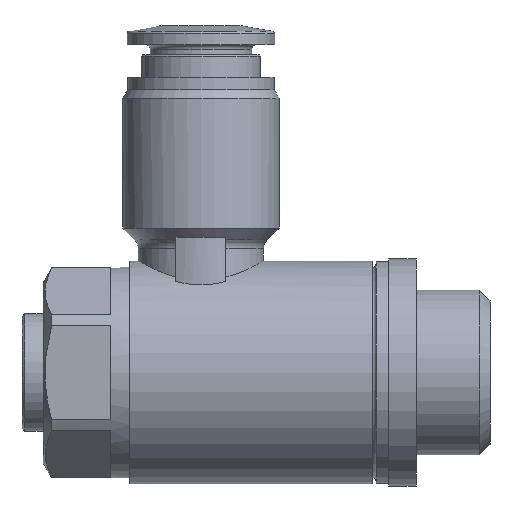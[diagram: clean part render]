
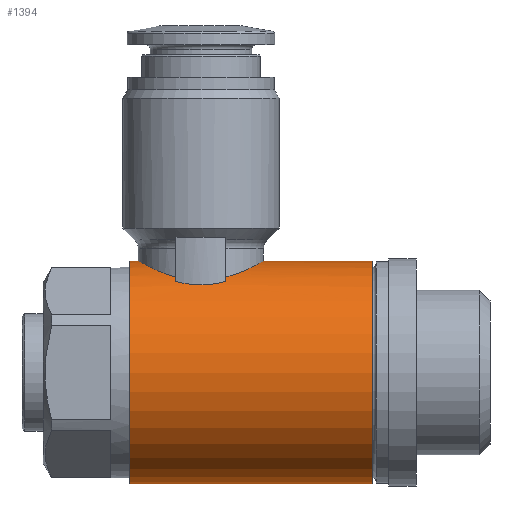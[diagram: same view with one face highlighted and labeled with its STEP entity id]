
A CAD part, left-side view. The second image highlights one B-rep face of the part: STEP entity #1394.
In plain terms, the highlighted cylindrical face has radius 8.9 mm (diameter 17.8 mm), a full revolution.
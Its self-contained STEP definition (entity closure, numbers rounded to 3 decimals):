
#131=CIRCLE('',#1470,8.9);
#132=CIRCLE('',#1471,8.9);
#133=CIRCLE('',#1472,8.9);
#134=CIRCLE('',#1473,8.9);
#135=CIRCLE('',#1474,8.9);
#136=CIRCLE('',#1475,8.9);
#197=ORIENTED_EDGE('',*,*,#433,.F.);
#198=ORIENTED_EDGE('',*,*,#434,.T.);
#199=ORIENTED_EDGE('',*,*,#435,.F.);
#200=ORIENTED_EDGE('',*,*,#436,.F.);
#201=ORIENTED_EDGE('',*,*,#437,.F.);
#202=ORIENTED_EDGE('',*,*,#438,.F.);
#203=ORIENTED_EDGE('',*,*,#439,.F.);
#204=ORIENTED_EDGE('',*,*,#440,.F.);
#205=ORIENTED_EDGE('',*,*,#441,.F.);
#206=ORIENTED_EDGE('',*,*,#442,.F.);
#433=EDGE_CURVE('',#551,#551,#131,.T.);
#434=EDGE_CURVE('',#552,#552,#132,.T.);
#435=EDGE_CURVE('',#553,#554,#133,.T.);
#436=EDGE_CURVE('',#555,#553,#642,.T.);
#437=EDGE_CURVE('',#556,#555,#134,.T.);
#438=EDGE_CURVE('',#557,#556,#643,.T.);
#439=EDGE_CURVE('',#558,#557,#135,.T.);
#440=EDGE_CURVE('',#559,#558,#644,.T.);
#441=EDGE_CURVE('',#560,#559,#136,.T.);
#442=EDGE_CURVE('',#554,#560,#645,.T.);
#551=VERTEX_POINT('',#1927);
#552=VERTEX_POINT('',#1929);
#553=VERTEX_POINT('',#1931);
#554=VERTEX_POINT('',#1932);
#555=VERTEX_POINT('',#1942);
#556=VERTEX_POINT('',#1944);
#557=VERTEX_POINT('',#1950);
#558=VERTEX_POINT('',#1952);
#559=VERTEX_POINT('',#1962);
#560=VERTEX_POINT('',#1964);
#642=B_SPLINE_CURVE_WITH_KNOTS('',3,(#1933,#1934,#1935,#1936,#1937,#1938,
#1939,#1940,#1941),.UNSPECIFIED.,.F.,.F.,(4,1,1,1,1,1,4),(0.018,
0.021,0.022,0.024,0.025,
0.027,0.03),.UNSPECIFIED.);
#643=B_SPLINE_CURVE_WITH_KNOTS('',3,(#1945,#1946,#1947,#1948,#1949),
 .UNSPECIFIED.,.F.,.F.,(4,1,4),(0.,0.002,0.004),
 .UNSPECIFIED.);
#644=B_SPLINE_CURVE_WITH_KNOTS('',3,(#1953,#1954,#1955,#1956,#1957,#1958,
#1959,#1960,#1961),.UNSPECIFIED.,.F.,.F.,(4,1,1,1,1,1,4),(0.002,
0.005,0.007,0.008,0.009,
0.011,0.014),.UNSPECIFIED.);
#645=B_SPLINE_CURVE_WITH_KNOTS('',3,(#1965,#1966,#1967,#1968,#1969),
 .UNSPECIFIED.,.F.,.F.,(4,1,4),(0.,0.002,0.004),
 .UNSPECIFIED.);
#666=EDGE_LOOP('',(#197));
#667=EDGE_LOOP('',(#198));
#668=EDGE_LOOP('',(#199,#200,#201,#202,#203,#204,#205,#206));
#778=FACE_BOUND('',#666,.T.);
#779=FACE_BOUND('',#667,.T.);
#780=FACE_BOUND('',#668,.T.);
#889=CYLINDRICAL_SURFACE('',#1469,8.9);
#1394=ADVANCED_FACE('',(#778,#779,#780),#889,.T.);
#1469=AXIS2_PLACEMENT_3D('',#1925,#1607,#1608);
#1470=AXIS2_PLACEMENT_3D('',#1926,#1609,#1610);
#1471=AXIS2_PLACEMENT_3D('',#1928,#1611,#1612);
#1472=AXIS2_PLACEMENT_3D('',#1930,#1613,#1614);
#1473=AXIS2_PLACEMENT_3D('',#1943,#1615,#1616);
#1474=AXIS2_PLACEMENT_3D('',#1951,#1617,#1618);
#1475=AXIS2_PLACEMENT_3D('',#1963,#1619,#1620);
#1607=DIRECTION('',(0.,-1.,0.));
#1608=DIRECTION('',(0.,0.,-1.));
#1609=DIRECTION('',(0.,-1.,0.));
#1610=DIRECTION('',(0.,0.,-1.));
#1611=DIRECTION('',(0.,-1.,0.));
#1612=DIRECTION('',(0.,0.,-1.));
#1613=DIRECTION('',(0.,-1.,0.));
#1614=DIRECTION('',(0.,0.,-1.));
#1615=DIRECTION('',(0.,-1.,0.));
#1616=DIRECTION('',(0.,0.,-1.));
#1617=DIRECTION('',(0.,1.,0.));
#1618=DIRECTION('',(0.,0.,1.));
#1619=DIRECTION('',(0.,1.,0.));
#1620=DIRECTION('',(0.,0.,1.));
#1925=CARTESIAN_POINT('',(0.,-23.1,0.));
#1926=CARTESIAN_POINT('',(0.,-13.7,0.));
#1927=CARTESIAN_POINT('',(0.,-13.7,-8.9));
#1928=CARTESIAN_POINT('',(0.,5.7,0.));
#1929=CARTESIAN_POINT('',(0.,5.7,-8.9));
#1930=CARTESIAN_POINT('',(0.,2.,0.));
#1931=CARTESIAN_POINT('',(-4.583,2.,7.63));
#1932=CARTESIAN_POINT('',(-5.123,2.,7.277));
#1933=CARTESIAN_POINT('',(4.583,2.,7.63));
#1934=CARTESIAN_POINT('',(4.195,2.887,7.862));
#1935=CARTESIAN_POINT('',(3.249,4.008,8.365));
#1936=CARTESIAN_POINT('',(1.495,4.847,8.813));
#1937=CARTESIAN_POINT('',(0.008,5.075,8.943));
#1938=CARTESIAN_POINT('',(-1.483,4.851,8.815));
#1939=CARTESIAN_POINT('',(-3.253,4.008,8.364));
#1940=CARTESIAN_POINT('',(-4.199,2.878,7.86));
#1941=CARTESIAN_POINT('',(-4.583,2.,7.63));
#1942=CARTESIAN_POINT('',(4.583,2.,7.63));
#1943=CARTESIAN_POINT('',(0.,2.,0.));
#1944=CARTESIAN_POINT('',(5.123,2.,7.277));
#1945=CARTESIAN_POINT('',(5.123,-2.,7.277));
#1946=CARTESIAN_POINT('',(5.368,-1.372,7.105));
#1947=CARTESIAN_POINT('',(5.631,-0.002,6.889));
#1948=CARTESIAN_POINT('',(5.369,1.372,7.105));
#1949=CARTESIAN_POINT('',(5.123,2.,7.277));
#1950=CARTESIAN_POINT('',(5.123,-2.,7.277));
#1951=CARTESIAN_POINT('',(0.,-2.,0.));
#1952=CARTESIAN_POINT('',(4.583,-2.,7.63));
#1953=CARTESIAN_POINT('',(-4.583,-2.,7.63));
#1954=CARTESIAN_POINT('',(-4.197,-2.883,7.861));
#1955=CARTESIAN_POINT('',(-3.248,-4.009,8.365));
#1956=CARTESIAN_POINT('',(-1.492,-4.848,8.813));
#1957=CARTESIAN_POINT('',(-0.008,-5.075,8.943));
#1958=CARTESIAN_POINT('',(1.484,-4.851,8.815));
#1959=CARTESIAN_POINT('',(3.254,-4.007,8.364));
#1960=CARTESIAN_POINT('',(4.199,-2.879,7.86));
#1961=CARTESIAN_POINT('',(4.583,-2.,7.63));
#1962=CARTESIAN_POINT('',(-4.583,-2.,7.63));
#1963=CARTESIAN_POINT('',(0.,-2.,0.));
#1964=CARTESIAN_POINT('',(-5.123,-2.,7.277));
#1965=CARTESIAN_POINT('',(-5.123,2.,7.277));
#1966=CARTESIAN_POINT('',(-5.368,1.372,7.105));
#1967=CARTESIAN_POINT('',(-5.631,0.002,6.889));
#1968=CARTESIAN_POINT('',(-5.369,-1.372,7.105));
#1969=CARTESIAN_POINT('',(-5.123,-2.,7.277));
